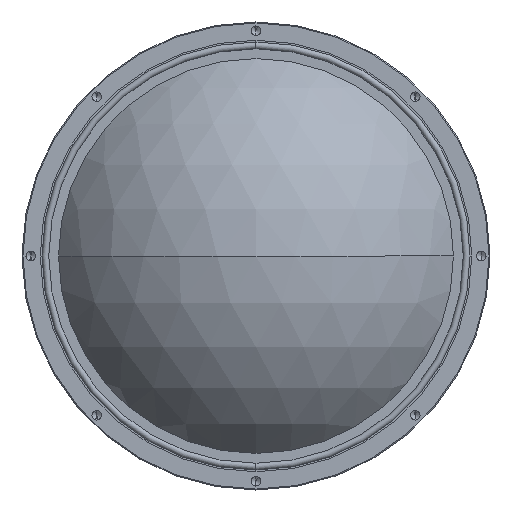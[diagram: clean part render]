
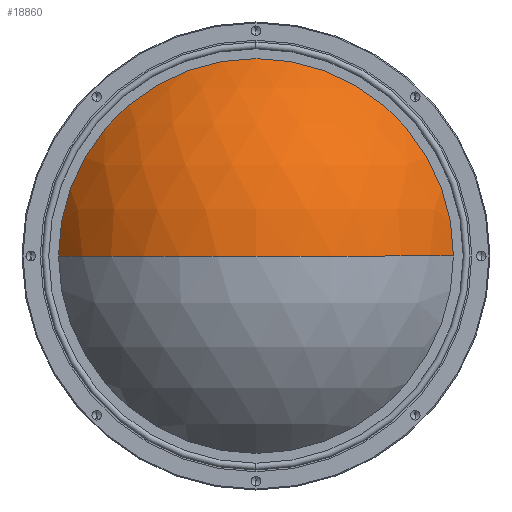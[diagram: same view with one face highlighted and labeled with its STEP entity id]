
A CAD part, left-side view. The second image highlights one B-rep face of the part: STEP entity #18860.
In plain terms, the highlighted spherical face has radius 61.223 mm.
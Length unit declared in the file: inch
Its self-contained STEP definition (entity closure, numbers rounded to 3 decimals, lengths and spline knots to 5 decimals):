
#295 = VERTEX_POINT ( 'NONE', #11740 ) ;
#616 = DIRECTION ( 'NONE',  ( 0., 0., 1. ) ) ;
#1551 = CIRCLE ( 'NONE', #20313, 2.025 ) ;
#2576 = CARTESIAN_POINT ( 'NONE',  ( -1.31899, -0.2057, 0.54945 ) ) ;
#2677 = AXIS2_PLACEMENT_3D ( 'NONE', #2576, #16204, #6531 ) ;
#3562 = DIRECTION ( 'NONE',  ( 0., 0., 1. ) ) ;
#3888 = EDGE_CURVE ( 'NONE', #295, #6088, #14456, .T. ) ;
#4026 = VERTEX_POINT ( 'NONE', #7127 ) ;
#4557 = CIRCLE ( 'NONE', #20643, 2.41035 ) ;
#4773 = ORIENTED_EDGE ( 'NONE', *, *, #17230, .T. ) ;
#4922 = AXIS2_PLACEMENT_3D ( 'NONE', #15254, #9442, #23002 ) ;
#6088 = VERTEX_POINT ( 'NONE', #21349 ) ;
#6531 = DIRECTION ( 'NONE',  ( 0., -1., 0. ) ) ;
#7127 = CARTESIAN_POINT ( 'NONE',  ( -2.62634, 1.8193, 0.54945 ) ) ;
#9442 = DIRECTION ( 'NONE',  ( -1., 0., 0. ) ) ;
#9478 = DIRECTION ( 'NONE',  ( 0., 1., 0. ) ) ;
#10038 = EDGE_CURVE ( 'NONE', #295, #4026, #4557, .T. ) ;
#10105 = CIRCLE ( 'NONE', #4922, 2.025 ) ;
#11662 = CARTESIAN_POINT ( 'NONE',  ( -1.31899, -0.2057, 0.54945 ) ) ;
#11740 = CARTESIAN_POINT ( 'NONE',  ( -3.72934, -0.2057, 0.54945 ) ) ;
#11877 = DIRECTION ( 'NONE',  ( -1., 0., 0. ) ) ;
#11899 = FACE_OUTER_BOUND ( 'NONE', #15620, .T. ) ;
#12310 = DIRECTION ( 'NONE',  ( -1., 0., 0. ) ) ;
#12631 = AXIS2_PLACEMENT_3D ( 'NONE', #11662, #3562, #9478 ) ;
#13708 = DIRECTION ( 'NONE',  ( 0., 0., -1. ) ) ;
#13726 = CARTESIAN_POINT ( 'NONE',  ( -2.62634, -0.2057, 2.57445 ) ) ;
#14456 = CIRCLE ( 'NONE', #2677, 2.41035 ) ;
#15254 = CARTESIAN_POINT ( 'NONE',  ( -2.62634, -0.2057, 0.54945 ) ) ;
#15620 = EDGE_LOOP ( 'NONE', ( #16324, #24495, #22044, #4773 ) ) ;
#16204 = DIRECTION ( 'NONE',  ( 0., 0., 1. ) ) ;
#16324 = ORIENTED_EDGE ( 'NONE', *, *, #10038, .F. ) ;
#17230 = EDGE_CURVE ( 'NONE', #22417, #4026, #1551, .T. ) ;
#17996 = EDGE_CURVE ( 'NONE', #6088, #22417, #10105, .T. ) ;
#18860 = ADVANCED_FACE ( 'NONE', ( #11899 ), #21198, .T. ) ;
#20313 = AXIS2_PLACEMENT_3D ( 'NONE', #21893, #12310, #616 ) ;
#20643 = AXIS2_PLACEMENT_3D ( 'NONE', #23424, #13708, #11877 ) ;
#21198 = SPHERICAL_SURFACE ( 'NONE', #12631, 2.41035 ) ;
#21349 = CARTESIAN_POINT ( 'NONE',  ( -2.62634, -2.2307, 0.54945 ) ) ;
#21893 = CARTESIAN_POINT ( 'NONE',  ( -2.62634, -0.2057, 0.54945 ) ) ;
#22044 = ORIENTED_EDGE ( 'NONE', *, *, #17996, .T. ) ;
#22417 = VERTEX_POINT ( 'NONE', #13726 ) ;
#23002 = DIRECTION ( 'NONE',  ( 0., 0., 1. ) ) ;
#23424 = CARTESIAN_POINT ( 'NONE',  ( -1.31899, -0.2057, 0.54945 ) ) ;
#24495 = ORIENTED_EDGE ( 'NONE', *, *, #3888, .T. ) ;
